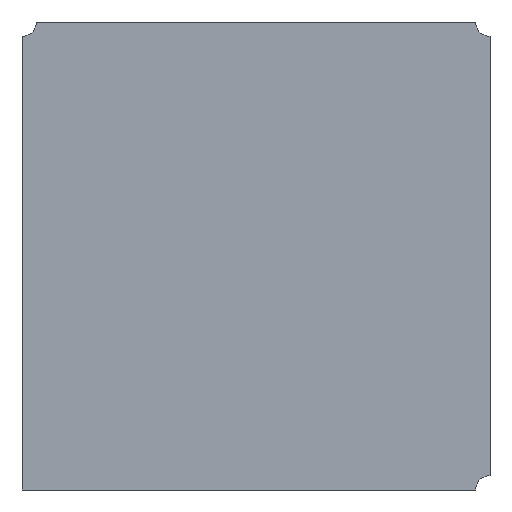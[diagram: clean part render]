
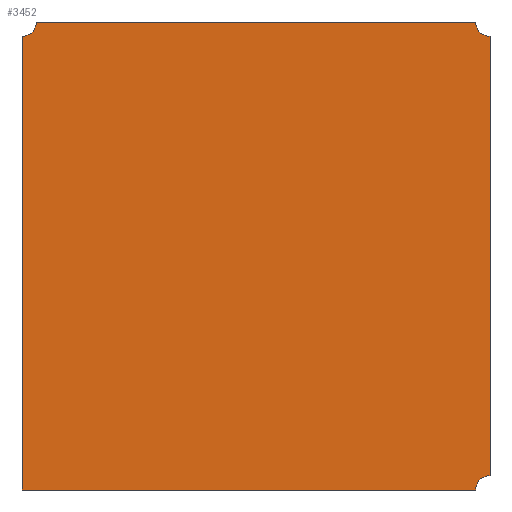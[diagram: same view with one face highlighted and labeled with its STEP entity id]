
A CAD part, front view. The second image highlights one B-rep face of the part: STEP entity #3452.
In plain terms, the highlighted planar face has unit normal (0, -1, 0).
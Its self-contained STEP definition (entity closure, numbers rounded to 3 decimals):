
#187 = VECTOR ( 'NONE', #2216, 1000. ) ;
#189 = CARTESIAN_POINT ( 'NONE',  ( 12.2, 0., -11.45 ) ) ;
#234 = CARTESIAN_POINT ( 'NONE',  ( 11.45, 0., -12.2 ) ) ;
#297 = ORIENTED_EDGE ( 'NONE', *, *, #2926, .T. ) ;
#390 = ORIENTED_EDGE ( 'NONE', *, *, #3487, .T. ) ;
#413 = CARTESIAN_POINT ( 'NONE',  ( -12.2, 0., -12.2 ) ) ;
#440 = EDGE_CURVE ( 'NONE', #1410, #2989, #1079, .T. ) ;
#488 = VERTEX_POINT ( 'NONE', #3254 ) ;
#706 = ORIENTED_EDGE ( 'NONE', *, *, #3261, .T. ) ;
#779 = DIRECTION ( 'NONE',  ( 0., 0., -1. ) ) ;
#800 = VECTOR ( 'NONE', #2528, 1000. ) ;
#801 = CARTESIAN_POINT ( 'NONE',  ( -12.2, 0., 12.2 ) ) ;
#841 = LINE ( 'NONE', #801, #2339 ) ;
#968 = AXIS2_PLACEMENT_3D ( 'NONE', #1328, #3411, #3700 ) ;
#1079 = LINE ( 'NONE', #3493, #800 ) ;
#1165 = LINE ( 'NONE', #2353, #3343 ) ;
#1253 = CARTESIAN_POINT ( 'NONE',  ( 12.2, 0., 12.2 ) ) ;
#1275 = ORIENTED_EDGE ( 'NONE', *, *, #3026, .T. ) ;
#1298 = CARTESIAN_POINT ( 'NONE',  ( -12.2, 0., -12.2 ) ) ;
#1328 = CARTESIAN_POINT ( 'NONE',  ( 12.2, 0., -12.2 ) ) ;
#1410 = VERTEX_POINT ( 'NONE', #189 ) ;
#1422 = CARTESIAN_POINT ( 'NONE',  ( 12.2, 0., 11.45 ) ) ;
#1544 = PLANE ( 'NONE',  #2028 ) ;
#1596 = DIRECTION ( 'NONE',  ( 0., 1., 0. ) ) ;
#1742 = VERTEX_POINT ( 'NONE', #2413 ) ;
#1758 = DIRECTION ( 'NONE',  ( 0., 0., -1. ) ) ;
#1900 = EDGE_CURVE ( 'NONE', #3627, #3017, #2122, .T. ) ;
#2028 = AXIS2_PLACEMENT_3D ( 'NONE', #3080, #1596, #2782 ) ;
#2122 = LINE ( 'NONE', #1298, #187 ) ;
#2150 = AXIS2_PLACEMENT_3D ( 'NONE', #1253, #2455, #3324 ) ;
#2216 = DIRECTION ( 'NONE',  ( 1., 0., 0. ) ) ;
#2280 = CIRCLE ( 'NONE', #3025, 0.75 ) ;
#2332 = CARTESIAN_POINT ( 'NONE',  ( -12.2, 0., 12.2 ) ) ;
#2339 = VECTOR ( 'NONE', #779, 1000. ) ;
#2345 = ORIENTED_EDGE ( 'NONE', *, *, #1900, .T. ) ;
#2353 = CARTESIAN_POINT ( 'NONE',  ( -12.2, 0., 12.2 ) ) ;
#2403 = CARTESIAN_POINT ( 'NONE',  ( 11.45, 0., 12.2 ) ) ;
#2413 = CARTESIAN_POINT ( 'NONE',  ( -11.45, 0., 12.2 ) ) ;
#2455 = DIRECTION ( 'NONE',  ( 0., 1., 0. ) ) ;
#2528 = DIRECTION ( 'NONE',  ( 0., 0., 1. ) ) ;
#2579 = VERTEX_POINT ( 'NONE', #2403 ) ;
#2762 = FACE_OUTER_BOUND ( 'NONE', #3277, .T. ) ;
#2782 = DIRECTION ( 'NONE',  ( 0., 0., 1. ) ) ;
#2926 = EDGE_CURVE ( 'NONE', #488, #3627, #841, .T. ) ;
#2989 = VERTEX_POINT ( 'NONE', #1422 ) ;
#3017 = VERTEX_POINT ( 'NONE', #234 ) ;
#3025 = AXIS2_PLACEMENT_3D ( 'NONE', #2332, #3508, #1758 ) ;
#3026 = EDGE_CURVE ( 'NONE', #1742, #488, #2280, .T. ) ;
#3080 = CARTESIAN_POINT ( 'NONE',  ( -12.2, 0., 12.2 ) ) ;
#3219 = CIRCLE ( 'NONE', #968, 0.75 ) ;
#3254 = CARTESIAN_POINT ( 'NONE',  ( -12.2, 0., 11.45 ) ) ;
#3261 = EDGE_CURVE ( 'NONE', #2989, #2579, #3805, .T. ) ;
#3277 = EDGE_LOOP ( 'NONE', ( #2345, #390, #3770, #706, #3346, #1275, #297 ) ) ;
#3324 = DIRECTION ( 'NONE',  ( 0., 0., -1. ) ) ;
#3343 = VECTOR ( 'NONE', #3530, 1000. ) ;
#3346 = ORIENTED_EDGE ( 'NONE', *, *, #3609, .T. ) ;
#3411 = DIRECTION ( 'NONE',  ( 0., 1., 0. ) ) ;
#3452 = ADVANCED_FACE ( 'N', ( #2762 ), #1544, .F. ) ;
#3487 = EDGE_CURVE ( 'NONE', #3017, #1410, #3219, .T. ) ;
#3493 = CARTESIAN_POINT ( 'NONE',  ( 12.2, 0., 12.2 ) ) ;
#3508 = DIRECTION ( 'NONE',  ( 0., 1., 0. ) ) ;
#3530 = DIRECTION ( 'NONE',  ( -1., 0., 0. ) ) ;
#3609 = EDGE_CURVE ( 'NONE', #2579, #1742, #1165, .T. ) ;
#3627 = VERTEX_POINT ( 'NONE', #413 ) ;
#3700 = DIRECTION ( 'NONE',  ( 0., 0., -1. ) ) ;
#3770 = ORIENTED_EDGE ( 'NONE', *, *, #440, .T. ) ;
#3805 = CIRCLE ( 'NONE', #2150, 0.75 ) ;
